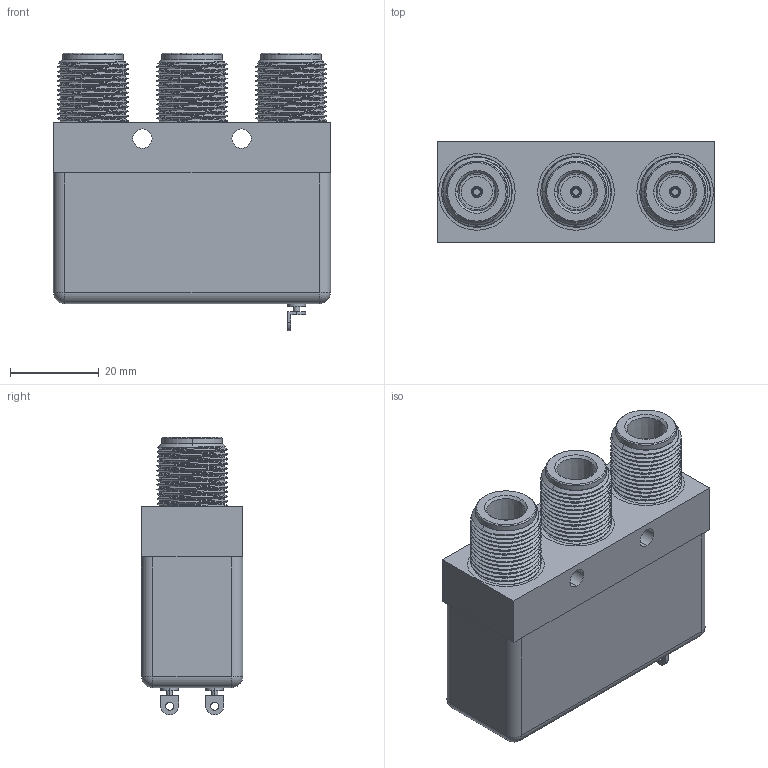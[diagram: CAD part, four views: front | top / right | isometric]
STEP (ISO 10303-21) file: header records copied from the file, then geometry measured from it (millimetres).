
FILE_DESCRIPTION (( 'STEP AP214' ), '1' );
FILE_NAME ('FMSW6158_3D.step', '2024-02-21T21:42:28', ( '' ), ( '' ), 'SwSTEP 2.0', 'SolidWorks 2022', '' );
FILE_SCHEMA (( 'AUTOMOTIVE_DESIGN' ));
Length unit declared in the file: inch
Products named in the file (1): FMSW6158_3D
Bounding box: 62.48 x 22.94 x 62.69 mm (x, y, z)
Volume: 64164.1 mm3; surface area: 15294 mm2
Topology: 1 solids, 4 shells, 1052 faces, 2790 edges, 1843 vertices
Faces by surface type: plane 522, bspline 299, cylinder 182, cone 39, torus 6, sphere 4
Entity records: 61069 total; most frequent: CARTESIAN_POINT 37408, ORIENTED_EDGE 5572, DIRECTION 3613, EDGE_CURVE 2786, VERTEX_POINT 1843, LINE 1659, VECTOR 1659, EDGE_LOOP 1167
